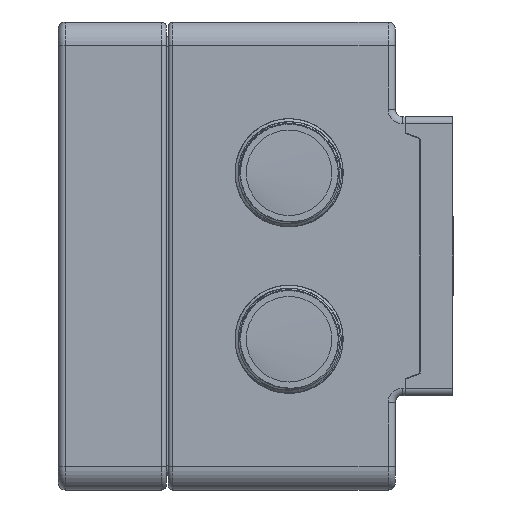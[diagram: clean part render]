
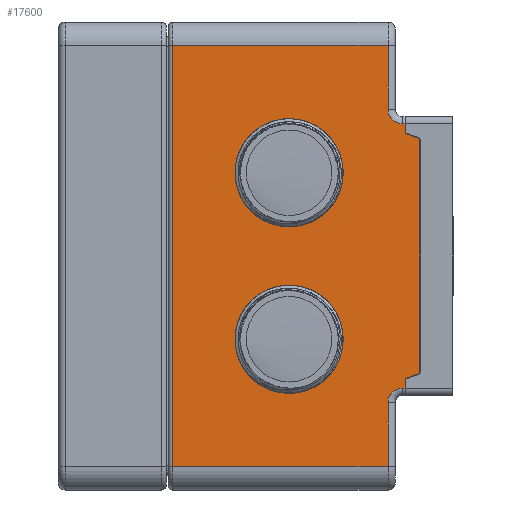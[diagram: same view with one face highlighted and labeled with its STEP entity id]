
A CAD part, left-side view. The second image highlights one B-rep face of the part: STEP entity #17600.
In plain terms, the highlighted planar face has unit normal (-1, 0, 0).
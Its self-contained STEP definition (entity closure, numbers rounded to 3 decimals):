
#442=FACE_BOUND('',#2477,.T.);
#443=FACE_BOUND('',#2478,.T.);
#764=PLANE('',#19177);
#1500=FACE_OUTER_BOUND('',#2476,.T.);
#2476=EDGE_LOOP('',(#14243,#14244,#14245,#14246,#14247,#14248,#14249,#14250,
#14251,#14252,#14253,#14254,#14255,#14256,#14257,#14258));
#2477=EDGE_LOOP('',(#14259));
#2478=EDGE_LOOP('',(#14260));
#3880=LINE('',#30642,#5431);
#3884=LINE('',#30649,#5435);
#3945=LINE('',#30788,#5496);
#3948=LINE('',#30793,#5499);
#3949=LINE('',#30795,#5500);
#3950=LINE('',#30796,#5501);
#3951=LINE('',#30798,#5502);
#3952=LINE('',#30802,#5503);
#3953=LINE('',#30804,#5504);
#3954=LINE('',#30806,#5505);
#3955=LINE('',#30808,#5506);
#3956=LINE('',#30810,#5507);
#3957=LINE('',#30813,#5508);
#3958=LINE('',#30814,#5509);
#5431=VECTOR('',#22969,10.);
#5435=VECTOR('',#22973,10.);
#5496=VECTOR('',#23098,10.);
#5499=VECTOR('',#23103,10.);
#5500=VECTOR('',#23104,10.);
#5501=VECTOR('',#23105,10.);
#5502=VECTOR('',#23106,10.);
#5503=VECTOR('',#23109,10.);
#5504=VECTOR('',#23110,10.);
#5505=VECTOR('',#23111,10.);
#5506=VECTOR('',#23112,10.);
#5507=VECTOR('',#23113,10.);
#5508=VECTOR('',#23116,10.);
#5509=VECTOR('',#23117,10.);
#6137=CIRCLE('',#18191,6.);
#6138=CIRCLE('',#18203,6.);
#6633=CIRCLE('',#19178,1.6);
#6634=CIRCLE('',#19179,1.6);
#7053=VERTEX_POINT('',#25673);
#7072=VERTEX_POINT('',#26327);
#8025=VERTEX_POINT('',#30229);
#8067=VERTEX_POINT('',#30331);
#8130=VERTEX_POINT('',#30625);
#8132=VERTEX_POINT('',#30631);
#8135=VERTEX_POINT('',#30641);
#8138=VERTEX_POINT('',#30647);
#8184=VERTEX_POINT('',#30787);
#8186=VERTEX_POINT('',#30794);
#8187=VERTEX_POINT('',#30797);
#8188=VERTEX_POINT('',#30799);
#8189=VERTEX_POINT('',#30801);
#8190=VERTEX_POINT('',#30803);
#8191=VERTEX_POINT('',#30805);
#8192=VERTEX_POINT('',#30807);
#8193=VERTEX_POINT('',#30809);
#8194=VERTEX_POINT('',#30811);
#8849=EDGE_CURVE('',#7053,#7053,#6137,.T.);
#8881=EDGE_CURVE('',#7072,#7072,#6138,.T.);
#10371=EDGE_CURVE('',#8130,#8135,#3880,.T.);
#10375=EDGE_CURVE('',#8138,#8132,#3884,.T.);
#10446=EDGE_CURVE('',#8067,#8184,#3945,.T.);
#10449=EDGE_CURVE('',#8067,#8025,#3948,.T.);
#10450=EDGE_CURVE('',#8186,#8025,#3949,.T.);
#10451=EDGE_CURVE('',#8132,#8186,#3950,.T.);
#10452=EDGE_CURVE('',#8187,#8138,#3951,.T.);
#10453=EDGE_CURVE('',#8188,#8187,#6633,.T.);
#10454=EDGE_CURVE('',#8189,#8188,#3952,.T.);
#10455=EDGE_CURVE('',#8190,#8189,#3953,.T.);
#10456=EDGE_CURVE('',#8191,#8190,#3954,.T.);
#10457=EDGE_CURVE('',#8192,#8191,#3955,.T.);
#10458=EDGE_CURVE('',#8193,#8192,#3956,.T.);
#10459=EDGE_CURVE('',#8194,#8193,#6634,.T.);
#10460=EDGE_CURVE('',#8135,#8194,#3957,.T.);
#10461=EDGE_CURVE('',#8184,#8130,#3958,.T.);
#14243=ORIENTED_EDGE('',*,*,#10449,.T.);
#14244=ORIENTED_EDGE('',*,*,#10450,.F.);
#14245=ORIENTED_EDGE('',*,*,#10451,.F.);
#14246=ORIENTED_EDGE('',*,*,#10375,.F.);
#14247=ORIENTED_EDGE('',*,*,#10452,.F.);
#14248=ORIENTED_EDGE('',*,*,#10453,.F.);
#14249=ORIENTED_EDGE('',*,*,#10454,.F.);
#14250=ORIENTED_EDGE('',*,*,#10455,.F.);
#14251=ORIENTED_EDGE('',*,*,#10456,.F.);
#14252=ORIENTED_EDGE('',*,*,#10457,.F.);
#14253=ORIENTED_EDGE('',*,*,#10458,.F.);
#14254=ORIENTED_EDGE('',*,*,#10459,.F.);
#14255=ORIENTED_EDGE('',*,*,#10460,.F.);
#14256=ORIENTED_EDGE('',*,*,#10371,.F.);
#14257=ORIENTED_EDGE('',*,*,#10461,.F.);
#14258=ORIENTED_EDGE('',*,*,#10446,.F.);
#14259=ORIENTED_EDGE('',*,*,#8849,.T.);
#14260=ORIENTED_EDGE('',*,*,#8881,.T.);
#17600=ADVANCED_FACE('',(#1500,#442,#443),#764,.F.);
#18191=AXIS2_PLACEMENT_3D('',#25675,#20235,#20236);
#18203=AXIS2_PLACEMENT_3D('',#26329,#20270,#20271);
#19177=AXIS2_PLACEMENT_3D('',#30792,#23101,#23102);
#19178=AXIS2_PLACEMENT_3D('',#30800,#23107,#23108);
#19179=AXIS2_PLACEMENT_3D('',#30812,#23114,#23115);
#20235=DIRECTION('center_axis',(1.,0.,0.));
#20236=DIRECTION('ref_axis',(0.,-1.,0.));
#20270=DIRECTION('center_axis',(1.,0.,0.));
#20271=DIRECTION('ref_axis',(0.,-1.,0.));
#22969=DIRECTION('',(0.,0.,-1.));
#22973=DIRECTION('',(0.,0.,-1.));
#23098=DIRECTION('',(0.,0.94,-0.342));
#23101=DIRECTION('center_axis',(1.,0.,0.));
#23102=DIRECTION('ref_axis',(0.,0.,-1.));
#23103=DIRECTION('',(0.,0.,1.));
#23104=DIRECTION('',(0.,-0.94,-0.342));
#23105=DIRECTION('',(0.,0.,-1.));
#23106=DIRECTION('',(0.,-1.,0.));
#23107=DIRECTION('center_axis',(-1.,0.,0.));
#23108=DIRECTION('ref_axis',(0.,0.707,-0.707));
#23109=DIRECTION('',(0.,0.,-1.));
#23110=DIRECTION('',(0.,-1.,0.));
#23111=DIRECTION('',(0.,0.,1.));
#23112=DIRECTION('',(0.,1.,0.));
#23113=DIRECTION('',(0.,0.,-1.));
#23114=DIRECTION('center_axis',(-1.,0.,0.));
#23115=DIRECTION('ref_axis',(0.,0.707,0.707));
#23116=DIRECTION('',(0.,1.,0.));
#23117=DIRECTION('',(0.,0.,-1.));
#25673=CARTESIAN_POINT('',(-66.364,3.292,-9.25));
#25675=CARTESIAN_POINT('Origin',(-66.364,-2.708,-9.25));
#26327=CARTESIAN_POINT('',(-66.364,3.292,9.25));
#26329=CARTESIAN_POINT('Origin',(-66.364,-2.708,9.25));
#30229=CARTESIAN_POINT('',(-66.364,-17.208,13.036));
#30331=CARTESIAN_POINT('',(-66.364,-17.208,-13.036));
#30625=CARTESIAN_POINT('',(-66.364,-15.608,-13.682));
#30631=CARTESIAN_POINT('',(-66.364,-15.608,13.682));
#30641=CARTESIAN_POINT('',(-66.364,-15.608,-14.7));
#30642=CARTESIAN_POINT('',(-66.364,-15.608,-13.619));
#30647=CARTESIAN_POINT('',(-66.364,-15.608,14.7));
#30649=CARTESIAN_POINT('',(-66.364,-15.608,15.5));
#30787=CARTESIAN_POINT('',(-66.364,-15.608,-13.619));
#30788=CARTESIAN_POINT('',(-66.364,-17.308,-13.));
#30792=CARTESIAN_POINT('Origin',(-66.364,1.675,0.));
#30793=CARTESIAN_POINT('',(-66.364,-17.208,6.55));
#30794=CARTESIAN_POINT('',(-66.364,-15.608,13.619));
#30795=CARTESIAN_POINT('',(-66.364,-15.608,13.619));
#30796=CARTESIAN_POINT('',(-66.364,-15.608,15.5));
#30797=CARTESIAN_POINT('',(-66.364,-15.308,14.7));
#30798=CARTESIAN_POINT('',(-66.364,-6.817,14.7));
#30799=CARTESIAN_POINT('',(-66.364,-13.708,16.3));
#30800=CARTESIAN_POINT('Origin',(-66.364,-15.308,16.3));
#30801=CARTESIAN_POINT('',(-66.364,-13.708,23.4));
#30802=CARTESIAN_POINT('',(-66.364,-13.708,13.));
#30803=CARTESIAN_POINT('',(-66.364,10.242,23.4));
#30804=CARTESIAN_POINT('',(-66.364,6.208,23.4));
#30805=CARTESIAN_POINT('',(-66.364,10.242,-23.4));
#30806=CARTESIAN_POINT('',(-66.364,10.242,12.2));
#30807=CARTESIAN_POINT('',(-66.364,-13.708,-23.4));
#30808=CARTESIAN_POINT('',(-66.364,-6.417,-23.4));
#30809=CARTESIAN_POINT('',(-66.364,-13.708,-16.3));
#30810=CARTESIAN_POINT('',(-66.364,-13.708,-8.15));
#30811=CARTESIAN_POINT('',(-66.364,-15.308,-14.7));
#30812=CARTESIAN_POINT('Origin',(-66.364,-15.308,-16.3));
#30813=CARTESIAN_POINT('',(-66.364,-6.967,-14.7));
#30814=CARTESIAN_POINT('',(-66.364,-15.608,-13.619));
